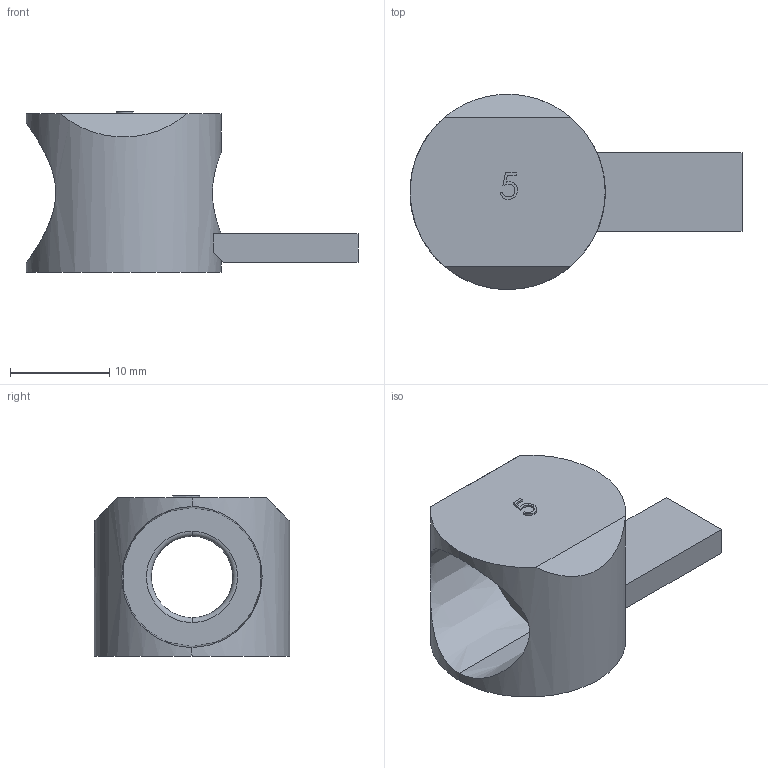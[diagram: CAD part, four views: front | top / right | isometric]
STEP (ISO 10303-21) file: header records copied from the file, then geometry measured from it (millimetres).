
FILE_DESCRIPTION(('STEP AP214'),'1');
FILE_NAME('fath_099a0840.stp','2017-10-09T08:09:27',('TraceParts'),('TraceParts S.A.'),'Spatial InterOp 3D',' ',' ');
FILE_SCHEMA(('automotive_design'));
Length unit declared in the file: millimetre
Products named in the file (1): fath_099a0840
Bounding box: 33.5 x 19.7 x 16.2 mm (x, y, z)
Volume: 3098.9 mm3; surface area: 2400.3 mm2
Topology: 1 solids, 1 shells, 35 faces, 91 edges, 58 vertices
Faces by surface type: plane 17, bspline 8, cone 4, cylinder 4, torus 2
Entity records: 1988 total; most frequent: CARTESIAN_POINT 877, ORIENTED_EDGE 182, DIRECTION 143, EDGE_CURVE 91, VERTEX_POINT 58, AXIS2_PLACEMENT_3D 48, LINE 47, VECTOR 47
